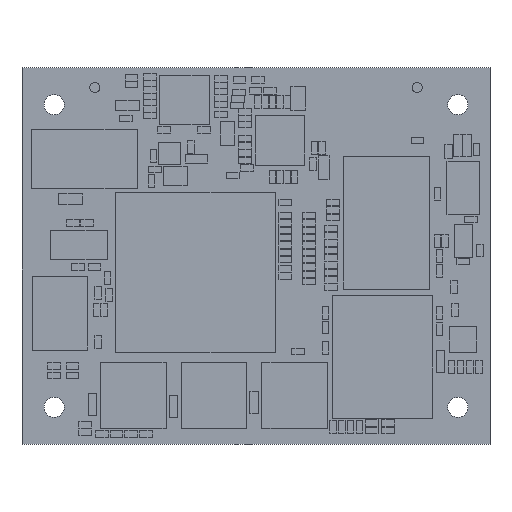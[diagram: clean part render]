
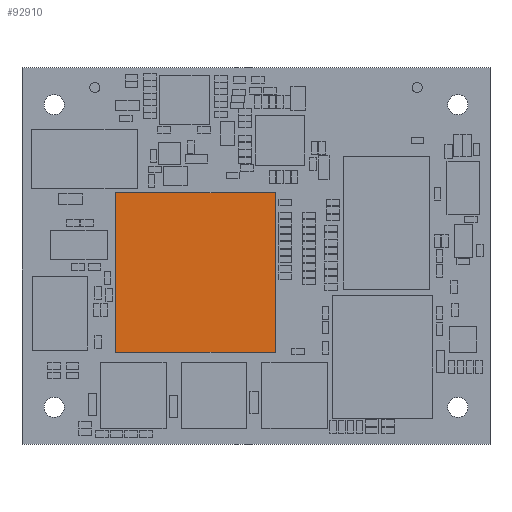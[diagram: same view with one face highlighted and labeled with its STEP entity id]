
A CAD part, top view. The second image highlights one B-rep face of the part: STEP entity #92910.
In plain terms, the highlighted planar face has unit normal (0, 0, 1).
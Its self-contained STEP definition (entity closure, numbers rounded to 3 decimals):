
#92596 = VERTEX_POINT('',#92597);
#92597 = CARTESIAN_POINT('',(10.2,27.4,1.5));
#92604 = PLANE('',#92605);
#92605 = AXIS2_PLACEMENT_3D('',#92606,#92607,#92608);
#92606 = CARTESIAN_POINT('',(10.2,27.4,0.));
#92607 = DIRECTION('',(1.,0.,0.));
#92608 = DIRECTION('',(0.,-1.,0.));
#92616 = PLANE('',#92617);
#92617 = AXIS2_PLACEMENT_3D('',#92618,#92619,#92620);
#92618 = CARTESIAN_POINT('',(27.6,27.4,0.));
#92619 = DIRECTION('',(0.,-1.,0.));
#92620 = DIRECTION('',(-1.,0.,0.));
#92628 = EDGE_CURVE('',#92596,#92629,#92631,.T.);
#92629 = VERTEX_POINT('',#92630);
#92630 = CARTESIAN_POINT('',(10.2,10.,1.5));
#92631 = SURFACE_CURVE('',#92632,(#92636,#92643),.PCURVE_S1.);
#92632 = LINE('',#92633,#92634);
#92633 = CARTESIAN_POINT('',(10.2,27.4,1.5));
#92634 = VECTOR('',#92635,1.);
#92635 = DIRECTION('',(0.,-1.,0.));
#92636 = PCURVE('',#92604,#92637);
#92637 = DEFINITIONAL_REPRESENTATION('',(#92638),#92642);
#92638 = LINE('',#92639,#92640);
#92639 = CARTESIAN_POINT('',(0.,-1.5));
#92640 = VECTOR('',#92641,1.);
#92641 = DIRECTION('',(1.,0.));
#92642 = ( GEOMETRIC_REPRESENTATION_CONTEXT(2) 
PARAMETRIC_REPRESENTATION_CONTEXT() REPRESENTATION_CONTEXT('2D SPACE',''
  ) );
#92643 = PCURVE('',#92644,#92649);
#92644 = PLANE('',#92645);
#92645 = AXIS2_PLACEMENT_3D('',#92646,#92647,#92648);
#92646 = CARTESIAN_POINT('',(10.2,27.4,1.5));
#92647 = DIRECTION('',(0.,0.,-1.));
#92648 = DIRECTION('',(0.,1.,0.));
#92649 = DEFINITIONAL_REPRESENTATION('',(#92650),#92654);
#92650 = LINE('',#92651,#92652);
#92651 = CARTESIAN_POINT('',(0.,0.));
#92652 = VECTOR('',#92653,1.);
#92653 = DIRECTION('',(-1.,0.));
#92654 = ( GEOMETRIC_REPRESENTATION_CONTEXT(2) 
PARAMETRIC_REPRESENTATION_CONTEXT() REPRESENTATION_CONTEXT('2D SPACE',''
  ) );
#92672 = PLANE('',#92673);
#92673 = AXIS2_PLACEMENT_3D('',#92674,#92675,#92676);
#92674 = CARTESIAN_POINT('',(10.2,10.,0.));
#92675 = DIRECTION('',(0.,1.,0.));
#92676 = DIRECTION('',(1.,0.,0.));
#92716 = VERTEX_POINT('',#92717);
#92717 = CARTESIAN_POINT('',(27.6,27.4,1.5));
#92731 = PLANE('',#92732);
#92732 = AXIS2_PLACEMENT_3D('',#92733,#92734,#92735);
#92733 = CARTESIAN_POINT('',(27.6,10.,0.));
#92734 = DIRECTION('',(-1.,0.,0.));
#92735 = DIRECTION('',(0.,1.,0.));
#92743 = EDGE_CURVE('',#92716,#92596,#92744,.T.);
#92744 = SURFACE_CURVE('',#92745,(#92749,#92756),.PCURVE_S1.);
#92745 = LINE('',#92746,#92747);
#92746 = CARTESIAN_POINT('',(27.6,27.4,1.5));
#92747 = VECTOR('',#92748,1.);
#92748 = DIRECTION('',(-1.,0.,0.));
#92749 = PCURVE('',#92616,#92750);
#92750 = DEFINITIONAL_REPRESENTATION('',(#92751),#92755);
#92751 = LINE('',#92752,#92753);
#92752 = CARTESIAN_POINT('',(0.,-1.5));
#92753 = VECTOR('',#92754,1.);
#92754 = DIRECTION('',(1.,0.));
#92755 = ( GEOMETRIC_REPRESENTATION_CONTEXT(2) 
PARAMETRIC_REPRESENTATION_CONTEXT() REPRESENTATION_CONTEXT('2D SPACE',''
  ) );
#92756 = PCURVE('',#92644,#92757);
#92757 = DEFINITIONAL_REPRESENTATION('',(#92758),#92762);
#92758 = LINE('',#92759,#92760);
#92759 = CARTESIAN_POINT('',(0.,17.4));
#92760 = VECTOR('',#92761,1.);
#92761 = DIRECTION('',(0.,-1.));
#92762 = ( GEOMETRIC_REPRESENTATION_CONTEXT(2) 
PARAMETRIC_REPRESENTATION_CONTEXT() REPRESENTATION_CONTEXT('2D SPACE',''
  ) );
#92790 = EDGE_CURVE('',#92629,#92791,#92793,.T.);
#92791 = VERTEX_POINT('',#92792);
#92792 = CARTESIAN_POINT('',(27.6,10.,1.5));
#92793 = SURFACE_CURVE('',#92794,(#92798,#92805),.PCURVE_S1.);
#92794 = LINE('',#92795,#92796);
#92795 = CARTESIAN_POINT('',(10.2,10.,1.5));
#92796 = VECTOR('',#92797,1.);
#92797 = DIRECTION('',(1.,0.,0.));
#92798 = PCURVE('',#92672,#92799);
#92799 = DEFINITIONAL_REPRESENTATION('',(#92800),#92804);
#92800 = LINE('',#92801,#92802);
#92801 = CARTESIAN_POINT('',(0.,-1.5));
#92802 = VECTOR('',#92803,1.);
#92803 = DIRECTION('',(1.,0.));
#92804 = ( GEOMETRIC_REPRESENTATION_CONTEXT(2) 
PARAMETRIC_REPRESENTATION_CONTEXT() REPRESENTATION_CONTEXT('2D SPACE',''
  ) );
#92805 = PCURVE('',#92644,#92806);
#92806 = DEFINITIONAL_REPRESENTATION('',(#92807),#92811);
#92807 = LINE('',#92808,#92809);
#92808 = CARTESIAN_POINT('',(-17.4,0.));
#92809 = VECTOR('',#92810,1.);
#92810 = DIRECTION('',(0.,1.));
#92811 = ( GEOMETRIC_REPRESENTATION_CONTEXT(2) 
PARAMETRIC_REPRESENTATION_CONTEXT() REPRESENTATION_CONTEXT('2D SPACE',''
  ) );
#92861 = EDGE_CURVE('',#92791,#92716,#92862,.T.);
#92862 = SURFACE_CURVE('',#92863,(#92867,#92874),.PCURVE_S1.);
#92863 = LINE('',#92864,#92865);
#92864 = CARTESIAN_POINT('',(27.6,10.,1.5));
#92865 = VECTOR('',#92866,1.);
#92866 = DIRECTION('',(0.,1.,0.));
#92867 = PCURVE('',#92731,#92868);
#92868 = DEFINITIONAL_REPRESENTATION('',(#92869),#92873);
#92869 = LINE('',#92870,#92871);
#92870 = CARTESIAN_POINT('',(0.,-1.5));
#92871 = VECTOR('',#92872,1.);
#92872 = DIRECTION('',(1.,0.));
#92873 = ( GEOMETRIC_REPRESENTATION_CONTEXT(2) 
PARAMETRIC_REPRESENTATION_CONTEXT() REPRESENTATION_CONTEXT('2D SPACE',''
  ) );
#92874 = PCURVE('',#92644,#92875);
#92875 = DEFINITIONAL_REPRESENTATION('',(#92876),#92880);
#92876 = LINE('',#92877,#92878);
#92877 = CARTESIAN_POINT('',(-17.4,17.4));
#92878 = VECTOR('',#92879,1.);
#92879 = DIRECTION('',(1.,0.));
#92880 = ( GEOMETRIC_REPRESENTATION_CONTEXT(2) 
PARAMETRIC_REPRESENTATION_CONTEXT() REPRESENTATION_CONTEXT('2D SPACE',''
  ) );
#92910 = ADVANCED_FACE('',(#92911),#92644,.F.);
#92911 = FACE_BOUND('',#92912,.F.);
#92912 = EDGE_LOOP('',(#92913,#92914,#92915,#92916));
#92913 = ORIENTED_EDGE('',*,*,#92628,.F.);
#92914 = ORIENTED_EDGE('',*,*,#92743,.F.);
#92915 = ORIENTED_EDGE('',*,*,#92861,.F.);
#92916 = ORIENTED_EDGE('',*,*,#92790,.F.);
